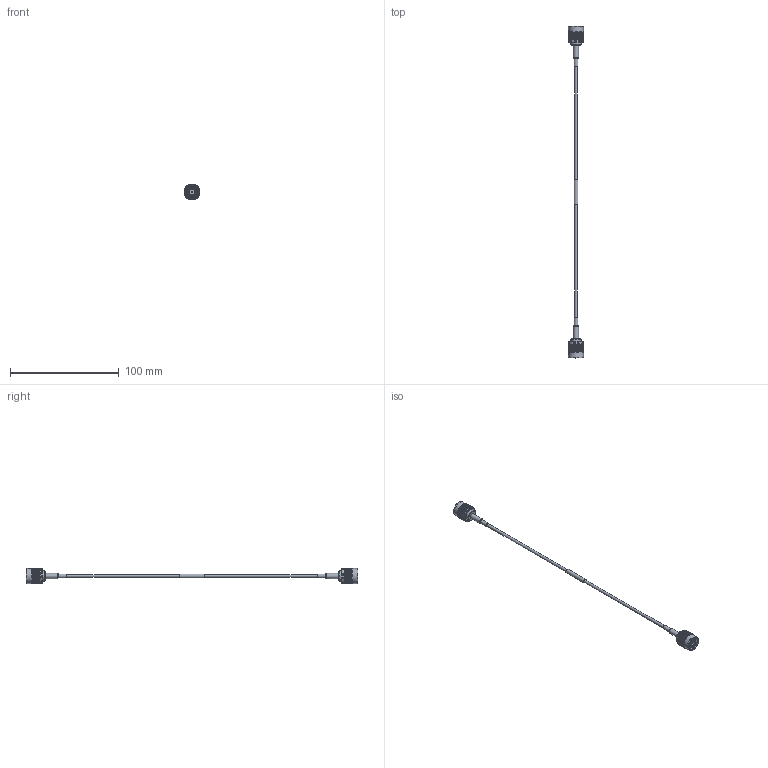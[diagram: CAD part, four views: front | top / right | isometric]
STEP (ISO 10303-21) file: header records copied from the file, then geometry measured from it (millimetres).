
FILE_DESCRIPTION(/* description */ ('Unknown'),/* implementation_level */ '2;1');
FILE_NAME(/* name */ '65510010330501',/* time_stamp */ '2023-06-06T10:51:20+02:00',/* author */ ('Unknown'),/* organization */ ('Unknown'),/* preprocessor_version */ 'ST-DEVELOPER v18.102',/* originating_system */ 'Solid Edge',/* authorisation */ 'Unknown');
FILE_SCHEMA (('AUTOMOTIVE_DESIGN {1 0 10303 214 3 1 1}'));
Length unit declared in the file: millimetre
Products named in the file (1): 65510010330501
Bounding box: 14.5 x 304.8 x 14.5 mm (x, y, z)
Volume: 5342.1 mm3; surface area: 9385.3 mm2
Topology: 1 solids, 1 shells, 4847 faces, 12263 edges, 7440 vertices
Faces by surface type: bspline 3304, cylinder 1269, plane 194, cone 34, torus 30, sphere 16
Full cylindrical faces by diameter (mm): 1.33 x2, 2.6 x2, 3.6 x3, 4.8 x2, 5 x2, 6.9 x2, 6.95 x2, 7.6 x2, 7.8 x2, 8.4 x6, 8.65 x2, 8.85 x2, 9.4 x2, 11.45 x4, 12.3 x2, 12.6 x2, 12.9 x2, 12.95 x2, 13.8 x4
Entity records: 236698 total; most frequent: CARTESIAN_POINT 125460, ORIENTED_EDGE 24260, EDGE_CURVE 12130, B_SPLINE_CURVE_WITH_KNOTS 8832, VERTEX_POINT 7404, EDGE_LOOP 4966, FACE_BOUND 4966, STYLED_ITEM 4847
